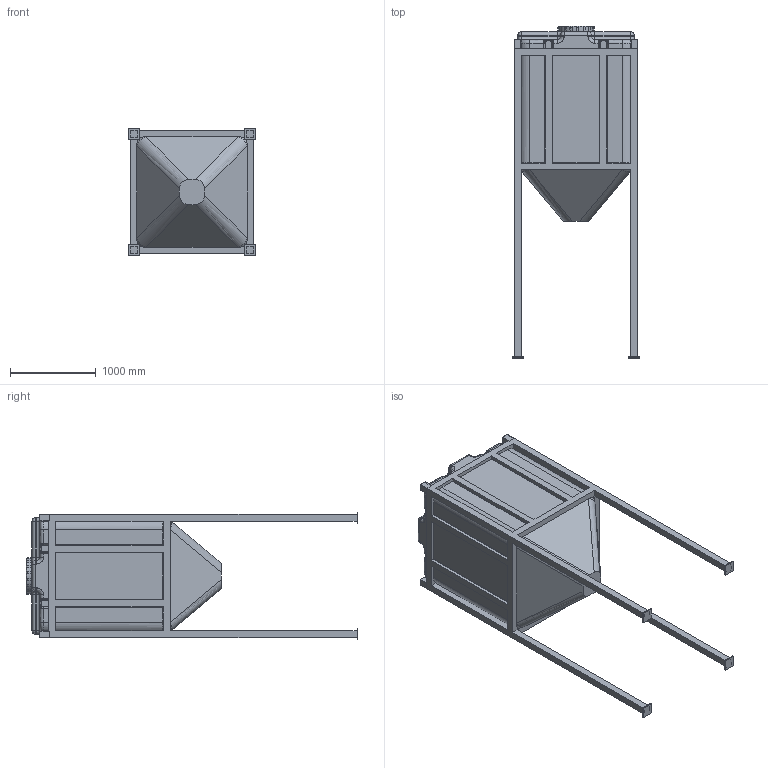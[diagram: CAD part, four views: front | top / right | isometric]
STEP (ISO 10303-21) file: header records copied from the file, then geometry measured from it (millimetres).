
FILE_DESCRIPTION(('FreeCAD Model'),'2;1');
FILE_NAME('Open CASCADE Shape Model','2025-05-28T08:46:38',('FreeCAD'),( 'FreeCAD'),'Open CASCADE STEP processor 7.6','FreeCAD','Unknown');
FILE_SCHEMA(('AUTOMOTIVE_DESIGN { 1 0 10303 214 1 1 1 1 }'));
Products named in the file (1): Open CASCADE STEP translator 7.6 1
Bounding box: 1490.92 x 3877.72 x 1490.92 mm (x, y, z)
Volume: 3402997150.3 mm3; surface area: 21767272.9 mm2
Topology: 1 solids, 1 shells, 537 faces, 1507 edges, 937 vertices
Faces by surface type: bspline 537
Entity records: 56890 total; most frequent: CARTESIAN_POINT 48315, ORIENTED_EDGE 3014, EDGE_CURVE 1507, B_SPLINE_CURVE_WITH_KNOTS 1081, VERTEX_POINT 937, FACE_BOUND 558, EDGE_LOOP 558, ADVANCED_FACE 537
